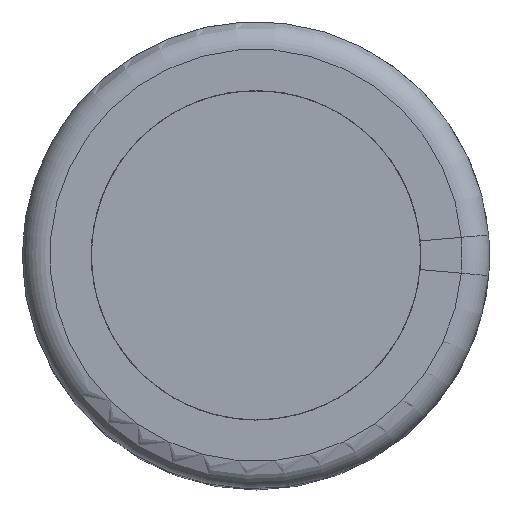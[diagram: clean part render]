
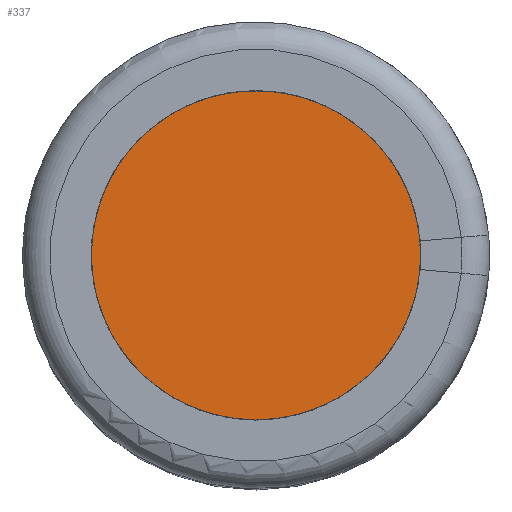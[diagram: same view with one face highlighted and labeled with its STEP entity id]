
A CAD part, top view. The second image highlights one B-rep face of the part: STEP entity #337.
In plain terms, the highlighted planar face has unit normal (0, 0, 1).
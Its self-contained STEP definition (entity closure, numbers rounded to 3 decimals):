
#259=CARTESIAN_POINT('',(3.0,0.,13.0));
#260=VERTEX_POINT('',#259);
#276=CARTESIAN_POINT('',(-3.,0.,13.0));
#277=VERTEX_POINT('',#276);
#284=CARTESIAN_POINT('',(0.,0.,13.0));
#285=DIRECTION('',(0.0,0.0,1.0));
#286=DIRECTION('',(1.0,0.0,0.0));
#287=AXIS2_PLACEMENT_3D('',#284,#285,#286);
#288=CIRCLE('',#287,3.);
#289=EDGE_CURVE('',#260,#277,#288,.T.);
#300=CARTESIAN_POINT('',(0.,0.,13.0));
#301=DIRECTION('',(0.0,0.0,1.0));
#302=DIRECTION('',(1.0,0.0,0.0));
#303=AXIS2_PLACEMENT_3D('',#300,#301,#302);
#304=CIRCLE('',#303,3.);
#305=EDGE_CURVE('',#277,#260,#304,.T.);
#328=CARTESIAN_POINT('',(0.,0.,13.0));
#329=DIRECTION('',(0.0,0.0,1.0));
#330=DIRECTION('',(1.0,0.0,0.0));
#331=AXIS2_PLACEMENT_3D('',#328,#329,#330);
#332=PLANE('',#331);
#333=ORIENTED_EDGE('',*,*,#289,.T.);
#334=ORIENTED_EDGE('',*,*,#305,.T.);
#335=EDGE_LOOP('',(#333,#334));
#336=FACE_OUTER_BOUND('',#335,.T.);
#337=ADVANCED_FACE('',(#336),#332,.T.);
